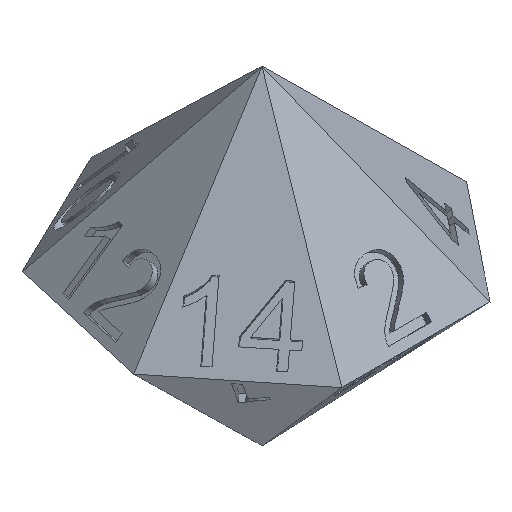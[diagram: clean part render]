
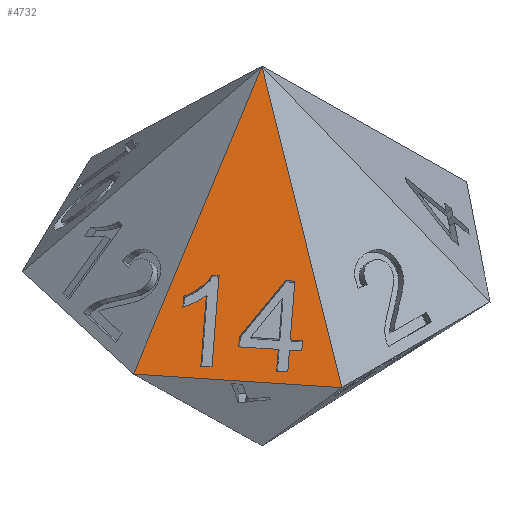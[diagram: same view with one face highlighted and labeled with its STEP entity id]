
A CAD part, isometric view. The second image highlights one B-rep face of the part: STEP entity #4732.
In plain terms, the highlighted planar face has unit normal (-0.571, -0.455, 0.684).
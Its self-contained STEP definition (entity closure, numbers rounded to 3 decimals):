
#3759=CARTESIAN_POINT('',(0.,-0.156,12.65));
#3760=VERTEX_POINT('',#3759);
#4105=CARTESIAN_POINT('',(-5.706,-12.005,0.));
#4106=VERTEX_POINT('',#4105);
#4121=CARTESIAN_POINT('',(-0.,-0.156,12.65));
#4122=DIRECTION('',(-0.313,-0.649,-0.693));
#4123=VECTOR('',#4122,18.248);
#4124=LINE('',#4121,#4123);
#4125=EDGE_CURVE('',#3760,#4106,#4124,.T.);
#4371=CARTESIAN_POINT('',(-12.821,-3.082,0.));
#4372=VERTEX_POINT('',#4371);
#4379=CARTESIAN_POINT('',(0.,-0.156,12.65));
#4380=DIRECTION('',(-0.703,-0.16,-0.693));
#4381=VECTOR('',#4380,18.248);
#4382=LINE('',#4379,#4381);
#4383=EDGE_CURVE('',#3760,#4372,#4382,.T.);
#4561=CARTESIAN_POINT('',(-9.264,-7.544,0.));
#4562=DIRECTION('',(-0.571,-0.455,0.684));
#4563=DIRECTION('',(0.768,-0.,0.641));
#4564=AXIS2_PLACEMENT_3D('',#4561,#4562,#4563);
#4565=PLANE('',#4564);
#4566=CARTESIAN_POINT('',(-5.863,-9.142,1.775));
#4567=VERTEX_POINT('',#4566);
#4568=CARTESIAN_POINT('',(-6.163,-9.382,1.365));
#4569=VERTEX_POINT('',#4568);
#4570=CARTESIAN_POINT('',(-5.863,-9.142,1.775));
#4571=DIRECTION('',(-0.534,-0.426,-0.73));
#4572=VECTOR('',#4571,0.562);
#4573=LINE('',#4570,#4572);
#4574=EDGE_CURVE('',#4567,#4569,#4573,.T.);
#4575=ORIENTED_EDGE('',*,*,#4574,.T.);
#4576=CARTESIAN_POINT('',(-6.584,-8.854,1.365));
#4577=VERTEX_POINT('',#4576);
#4578=CARTESIAN_POINT('',(-6.163,-9.382,1.365));
#4579=DIRECTION('',(-0.623,0.782,-0.));
#4580=VECTOR('',#4579,0.675);
#4581=LINE('',#4578,#4580);
#4582=EDGE_CURVE('',#4569,#4577,#4581,.T.);
#4583=ORIENTED_EDGE('',*,*,#4582,.T.);
#4584=CARTESIAN_POINT('',(-7.223,-9.364,0.491));
#4585=VERTEX_POINT('',#4584);
#4586=CARTESIAN_POINT('',(-6.584,-8.854,1.365));
#4587=DIRECTION('',(-0.534,-0.426,-0.73));
#4588=VECTOR('',#4587,1.196);
#4589=LINE('',#4586,#4588);
#4590=EDGE_CURVE('',#4577,#4585,#4589,.T.);
#4591=ORIENTED_EDGE('',*,*,#4590,.T.);
#4592=CARTESIAN_POINT('',(-7.606,-8.884,0.491));
#4593=VERTEX_POINT('',#4592);
#4594=CARTESIAN_POINT('',(-7.223,-9.364,0.491));
#4595=DIRECTION('',(-0.623,0.782,0.));
#4596=VECTOR('',#4595,0.613);
#4597=LINE('',#4594,#4596);
#4598=EDGE_CURVE('',#4585,#4593,#4597,.T.);
#4599=ORIENTED_EDGE('',*,*,#4598,.T.);
#4600=CARTESIAN_POINT('',(-6.966,-8.375,1.365));
#4601=VERTEX_POINT('',#4600);
#4602=CARTESIAN_POINT('',(-7.606,-8.884,0.491));
#4603=DIRECTION('',(0.534,0.426,0.73));
#4604=VECTOR('',#4603,1.196);
#4605=LINE('',#4602,#4604);
#4606=EDGE_CURVE('',#4593,#4601,#4605,.T.);
#4607=ORIENTED_EDGE('',*,*,#4606,.T.);
#4608=CARTESIAN_POINT('',(-8.318,-6.68,1.365));
#4609=VERTEX_POINT('',#4608);
#4610=CARTESIAN_POINT('',(-6.966,-8.375,1.365));
#4611=DIRECTION('',(-0.623,0.782,-0.));
#4612=VECTOR('',#4611,2.168);
#4613=LINE('',#4610,#4612);
#4614=EDGE_CURVE('',#4601,#4609,#4613,.T.);
#4615=ORIENTED_EDGE('',*,*,#4614,.T.);
#4616=CARTESIAN_POINT('',(-8.017,-6.44,1.775));
#4617=VERTEX_POINT('',#4616);
#4618=CARTESIAN_POINT('',(-8.318,-6.68,1.365));
#4619=DIRECTION('',(0.534,0.426,0.73));
#4620=VECTOR('',#4619,0.562);
#4621=LINE('',#4618,#4620);
#4622=EDGE_CURVE('',#4609,#4617,#4621,.T.);
#4623=ORIENTED_EDGE('',*,*,#4622,.T.);
#4624=CARTESIAN_POINT('',(-4.865,-6.843,4.138));
#4625=VERTEX_POINT('',#4624);
#4626=CARTESIAN_POINT('',(-8.017,-6.44,1.775));
#4627=DIRECTION('',(0.796,-0.102,0.597));
#4628=VECTOR('',#4627,3.96);
#4629=LINE('',#4626,#4628);
#4630=EDGE_CURVE('',#4617,#4625,#4629,.T.);
#4631=ORIENTED_EDGE('',*,*,#4630,.T.);
#4632=CARTESIAN_POINT('',(-4.553,-7.234,4.138));
#4633=VERTEX_POINT('',#4632);
#4634=CARTESIAN_POINT('',(-4.865,-6.843,4.138));
#4635=DIRECTION('',(0.623,-0.782,0.));
#4636=VECTOR('',#4635,0.501);
#4637=LINE('',#4634,#4636);
#4638=EDGE_CURVE('',#4625,#4633,#4637,.T.);
#4639=ORIENTED_EDGE('',*,*,#4638,.T.);
#4640=CARTESIAN_POINT('',(-6.283,-8.614,1.775));
#4641=VERTEX_POINT('',#4640);
#4642=CARTESIAN_POINT('',(-4.553,-7.234,4.138));
#4643=DIRECTION('',(-0.534,-0.426,-0.73));
#4644=VECTOR('',#4643,3.238);
#4645=LINE('',#4642,#4644);
#4646=EDGE_CURVE('',#4633,#4641,#4645,.T.);
#4647=ORIENTED_EDGE('',*,*,#4646,.T.);
#4648=CARTESIAN_POINT('',(-6.283,-8.614,1.775));
#4649=DIRECTION('',(0.623,-0.782,-0.));
#4650=VECTOR('',#4649,0.675);
#4651=LINE('',#4648,#4650);
#4652=EDGE_CURVE('',#4641,#4567,#4651,.T.);
#4653=ORIENTED_EDGE('',*,*,#4652,.T.);
#4654=EDGE_LOOP('',(#4575,#4583,#4591,#4599,#4607,#4615,#4623,#4631,#4639,#4647,#4653));
#4655=FACE_BOUND('',#4654,.T.);
#4656=CARTESIAN_POINT('',(-12.821,-3.082,0.));
#4657=DIRECTION('',(0.623,-0.782,0.));
#4658=VECTOR('',#4657,11.412);
#4659=LINE('',#4656,#4658);
#4660=EDGE_CURVE('',#4372,#4106,#4659,.T.);
#4661=ORIENTED_EDGE('',*,*,#4660,.T.);
#4662=ORIENTED_EDGE('',*,*,#4125,.F.);
#4663=ORIENTED_EDGE('',*,*,#4383,.T.);
#4664=EDGE_LOOP('',(#4661,#4662,#4663));
#4665=FACE_BOUND('',#4664,.T.);
#4666=CARTESIAN_POINT('',(-7.13,-3.98,4.153));
#4667=VERTEX_POINT('',#4666);
#4668=CARTESIAN_POINT('',(-9.812,-6.118,0.491));
#4669=VERTEX_POINT('',#4668);
#4670=CARTESIAN_POINT('',(-7.13,-3.98,4.153));
#4671=DIRECTION('',(-0.534,-0.426,-0.73));
#4672=VECTOR('',#4671,5.017);
#4673=LINE('',#4670,#4672);
#4674=EDGE_CURVE('',#4667,#4669,#4673,.T.);
#4675=ORIENTED_EDGE('',*,*,#4674,.T.);
#4676=CARTESIAN_POINT('',(-10.194,-5.639,0.491));
#4677=VERTEX_POINT('',#4676);
#4678=CARTESIAN_POINT('',(-9.812,-6.118,0.491));
#4679=DIRECTION('',(-0.623,0.782,0.));
#4680=VECTOR('',#4679,0.613);
#4681=LINE('',#4678,#4680);
#4682=EDGE_CURVE('',#4669,#4677,#4681,.T.);
#4683=ORIENTED_EDGE('',*,*,#4682,.T.);
#4684=CARTESIAN_POINT('',(-8.105,-3.973,3.345));
#4685=VERTEX_POINT('',#4684);
#4686=CARTESIAN_POINT('',(-10.194,-5.639,0.491));
#4687=DIRECTION('',(0.534,0.426,0.73));
#4688=VECTOR('',#4687,3.909);
#4689=LINE('',#4686,#4688);
#4690=EDGE_CURVE('',#4677,#4685,#4689,.T.);
#4691=ORIENTED_EDGE('',*,*,#4690,.T.);
#4692=CARTESIAN_POINT('',(-9.265,-3.328,2.805));
#4693=VERTEX_POINT('',#4692);
#4694=CARTESIAN_POINT('',(-8.105,-3.973,3.345));
#4695=CARTESIAN_POINT('',(-8.272,-3.917,3.242));
#4696=CARTESIAN_POINT('',(-8.468,-3.826,3.139));
#4697=CARTESIAN_POINT('',(-8.693,-3.698,3.036));
#4698=CARTESIAN_POINT('',(-8.918,-3.571,2.933));
#4699=CARTESIAN_POINT('',(-9.108,-3.448,2.856));
#4700=CARTESIAN_POINT('',(-9.265,-3.328,2.805));
#4701=B_SPLINE_CURVE_WITH_KNOTS('',3,(#4694,#4695,#4696,#4697,#4698,#4699,#4700),.UNSPECIFIED.,.F.,.F.,(4,3,4),(0.,0.5,1.),.UNSPECIFIED.);
#4702=EDGE_CURVE('',#4685,#4693,#4701,.T.);
#4703=ORIENTED_EDGE('',*,*,#4702,.T.);
#4704=CARTESIAN_POINT('',(-8.948,-3.076,3.238));
#4705=VERTEX_POINT('',#4704);
#4706=CARTESIAN_POINT('',(-9.265,-3.328,2.805));
#4707=DIRECTION('',(0.534,0.426,0.73));
#4708=VECTOR('',#4707,0.593);
#4709=LINE('',#4706,#4708);
#4710=EDGE_CURVE('',#4693,#4705,#4709,.T.);
#4711=ORIENTED_EDGE('',*,*,#4710,.T.);
#4712=CARTESIAN_POINT('',(-7.377,-3.671,4.153));
#4713=VERTEX_POINT('',#4712);
#4714=CARTESIAN_POINT('',(-8.948,-3.076,3.238));
#4715=CARTESIAN_POINT('',(-8.648,-3.275,3.355));
#4716=CARTESIAN_POINT('',(-8.356,-3.426,3.498));
#4717=CARTESIAN_POINT('',(-8.074,-3.529,3.665));
#4718=CARTESIAN_POINT('',(-7.791,-3.632,3.833));
#4719=CARTESIAN_POINT('',(-7.559,-3.679,3.996));
#4720=CARTESIAN_POINT('',(-7.377,-3.671,4.153));
#4721=B_SPLINE_CURVE_WITH_KNOTS('',3,(#4714,#4715,#4716,#4717,#4718,#4719,#4720),.UNSPECIFIED.,.F.,.F.,(4,3,4),(0.,0.5,1.),.UNSPECIFIED.);
#4722=EDGE_CURVE('',#4705,#4713,#4721,.T.);
#4723=ORIENTED_EDGE('',*,*,#4722,.T.);
#4724=CARTESIAN_POINT('',(-7.377,-3.671,4.153));
#4725=DIRECTION('',(0.623,-0.782,0.));
#4726=VECTOR('',#4725,0.395);
#4727=LINE('',#4724,#4726);
#4728=EDGE_CURVE('',#4713,#4667,#4727,.T.);
#4729=ORIENTED_EDGE('',*,*,#4728,.T.);
#4730=EDGE_LOOP('',(#4675,#4683,#4691,#4703,#4711,#4723,#4729));
#4731=FACE_BOUND('',#4730,.T.);
#4732=ADVANCED_FACE('',(#4655,#4665,#4731),#4565,.T.);
